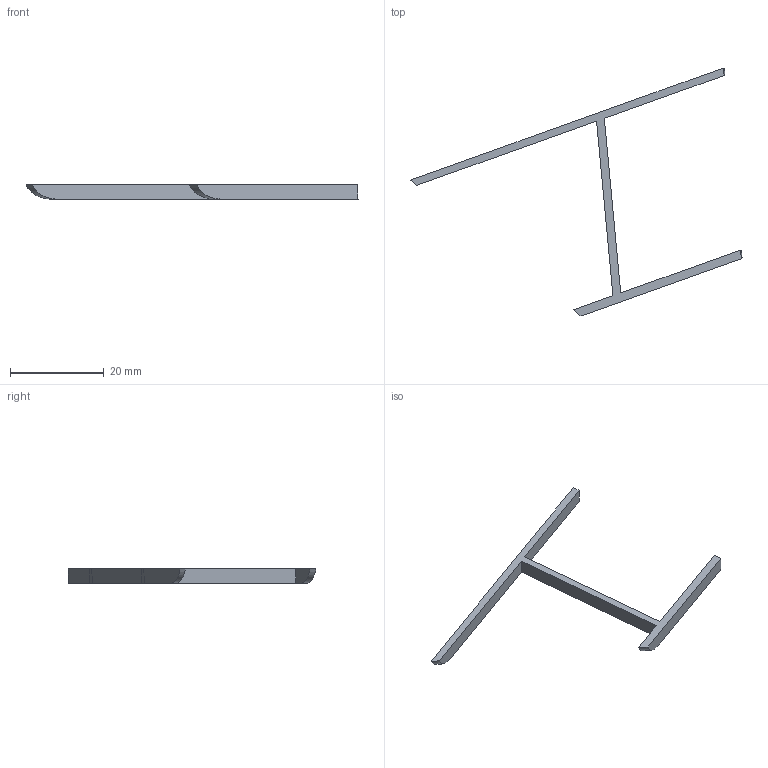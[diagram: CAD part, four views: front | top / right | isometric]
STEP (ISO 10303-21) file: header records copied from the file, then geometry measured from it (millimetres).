
FILE_DESCRIPTION(('CATIA V5 STEP Exchange','CAx-IF Rec.Pracs.--- Model Styling and Organization---1.4--- 2014-01-23'),'2;1');
FILE_NAME('Edeg_stfffener_3_69_1.77_4.stp','2023-08-14T10:46:22+00:00',('none'),('none'),'CATIA Version 5-6 Release 2017','CATIA V5 STEP AP214','none');
FILE_SCHEMA(('AUTOMOTIVE_DESIGN { 1 0 10303 214 1 1 1 1 }'));
Length unit declared in the file: millimetre
Products named in the file (1): mjmq310CBAE7ldre
Bounding box: 70.76 x 52.84 x 3 mm (x, y, z)
Volume: 651 mm3; surface area: 1300.8 mm2
Topology: 1 solids, 1 shells, 18 faces, 48 edges, 32 vertices
Faces by surface type: plane 12, bspline 4, cylinder 2
Entity records: 720 total; most frequent: CARTESIAN_POINT 292, ORIENTED_EDGE 96, DIRECTION 59, EDGE_CURVE 48, VERTEX_POINT 32, VECTOR 31, LINE 31, ADVANCED_FACE 18
